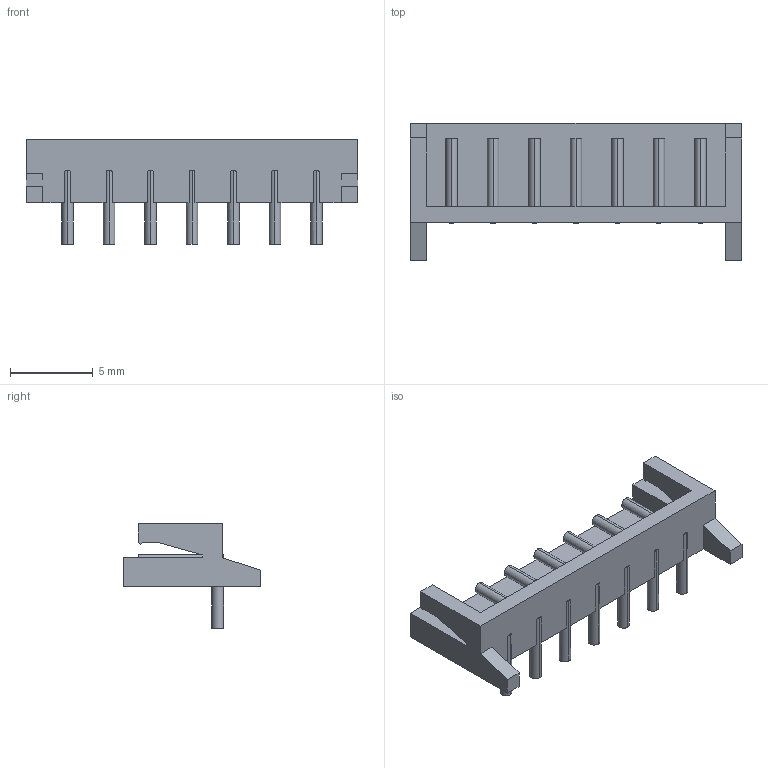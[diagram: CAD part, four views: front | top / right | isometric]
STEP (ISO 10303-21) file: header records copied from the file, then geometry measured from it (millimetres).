
FILE_DESCRIPTION (( 'STEP AP214' ), '1' );
FILE_NAME ('JS-1132R-7.STEP', '2007-11-28T01:04:33', ( 'Chinese User' ), ( 'Chinese ORG' ), 'SwSTEP 2.0', 'SolidWorks 2008', '' );
FILE_SCHEMA (( 'AUTOMOTIVE_DESIGN' ));
Length unit declared in the file: millimetre
Products named in the file (1): JS-1132R-7
Bounding box: 20 x 8.3 x 6.3 mm (x, y, z)
Volume: 156.5 mm3; surface area: 592.1 mm2
Topology: 1 solids, 1 shells, 86 faces, 224 edges, 147 vertices
Faces by surface type: plane 44, cylinder 42
Entity records: 3589 total; most frequent: CARTESIAN_POINT 500, DIRECTION 454, ORIENTED_EDGE 448, EDGE_CURVE 224, AXIS2_PLACEMENT_3D 157, VERTEX_POINT 147, VECTOR 140, LINE 140
